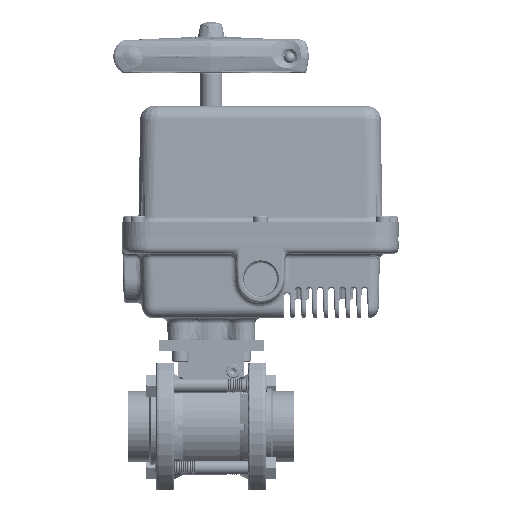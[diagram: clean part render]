
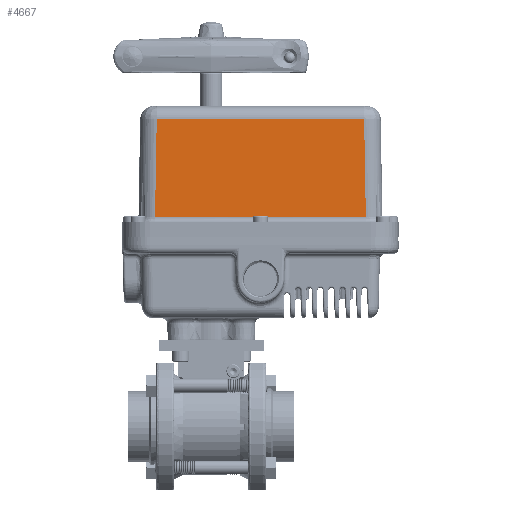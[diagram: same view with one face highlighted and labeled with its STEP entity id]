
A CAD part, top view. The second image highlights one B-rep face of the part: STEP entity #4667.
In plain terms, the highlighted planar face has unit normal (0, 0.018, 1).
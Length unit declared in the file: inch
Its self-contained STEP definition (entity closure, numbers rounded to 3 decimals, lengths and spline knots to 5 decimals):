
#2150 = CARTESIAN_POINT ( 'NONE',  ( -1.2152, 6.8487, 4.53469 ) ) ;
#4667 = ADVANCED_FACE ( 'NONE', ( #60137 ), #21782, .T. ) ;
#4801 = ORIENTED_EDGE ( 'NONE', *, *, #27819, .T. ) ;
#15102 = AXIS2_PLACEMENT_3D ( 'NONE', #117423, #32435, #107140 ) ;
#15854 = ORIENTED_EDGE ( 'NONE', *, *, #134748, .T. ) ;
#15877 = ORIENTED_EDGE ( 'NONE', *, *, #104599, .T. ) ;
#21782 = PLANE ( 'NONE',  #15102 ) ;
#22184 = DIRECTION ( 'NONE',  ( -0.017, -1., 0.017 ) ) ;
#24163 = VECTOR ( 'NONE', #22184, 39.37008 ) ;
#26318 = CARTESIAN_POINT ( 'NONE',  ( 3.89105, 4.63378, 4.57336 ) ) ;
#27819 = EDGE_CURVE ( 'NONE', #121928, #98836, #104881, .T. ) ;
#32435 = DIRECTION ( 'NONE',  ( 0., 0.017, 1. ) ) ;
#34139 = CARTESIAN_POINT ( 'NONE',  ( 3.51396, 4.63378, 4.57336 ) ) ;
#43083 = CARTESIAN_POINT ( 'NONE',  ( -1.25444, 4.60075, 4.57393 ) ) ;
#45787 = VERTEX_POINT ( 'NONE', #2150 ) ;
#47725 = DIRECTION ( 'NONE',  ( 1., 0., 0. ) ) ;
#59080 = ORIENTED_EDGE ( 'NONE', *, *, #130891, .T. ) ;
#60137 = FACE_OUTER_BOUND ( 'NONE', #76685, .T. ) ;
#64050 = VERTEX_POINT ( 'NONE', #117928 ) ;
#70098 = DIRECTION ( 'NONE',  ( -1., 0., 0. ) ) ;
#71441 = VECTOR ( 'NONE', #70098, 39.37008 ) ;
#73585 = LINE ( 'NONE', #104578, #101993 ) ;
#76685 = EDGE_LOOP ( 'NONE', ( #15854, #4801, #15877, #59080 ) ) ;
#98836 = VERTEX_POINT ( 'NONE', #34139 ) ;
#101504 = VECTOR ( 'NONE', #47725, 39.37008 ) ;
#101993 = VECTOR ( 'NONE', #126073, 39.37008 ) ;
#103250 = LINE ( 'NONE', #134145, #71441 ) ;
#104578 = CARTESIAN_POINT ( 'NONE',  ( 3.51622, 4.50442, 4.57561 ) ) ;
#104599 = EDGE_CURVE ( 'NONE', #98836, #64050, #73585, .T. ) ;
#104881 = LINE ( 'NONE', #26318, #101504 ) ;
#107140 = DIRECTION ( 'NONE',  ( 0., -1., 0.017 ) ) ;
#117423 = CARTESIAN_POINT ( 'NONE',  ( 3.89105, 4.51096, 4.5755 ) ) ;
#117928 = CARTESIAN_POINT ( 'NONE',  ( 3.4753, 6.8487, 4.53469 ) ) ;
#118569 = CARTESIAN_POINT ( 'NONE',  ( -1.25386, 4.63378, 4.57336 ) ) ;
#121928 = VERTEX_POINT ( 'NONE', #118569 ) ;
#126073 = DIRECTION ( 'NONE',  ( -0.017, 1., -0.017 ) ) ;
#130891 = EDGE_CURVE ( 'NONE', #64050, #45787, #103250, .T. ) ;
#134145 = CARTESIAN_POINT ( 'NONE',  ( -1.21006, 6.8487, 4.53469 ) ) ;
#134411 = LINE ( 'NONE', #43083, #24163 ) ;
#134748 = EDGE_CURVE ( 'NONE', #45787, #121928, #134411, .T. ) ;
